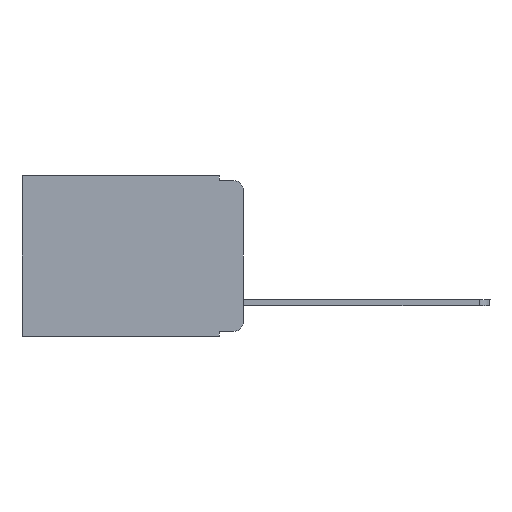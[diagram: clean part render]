
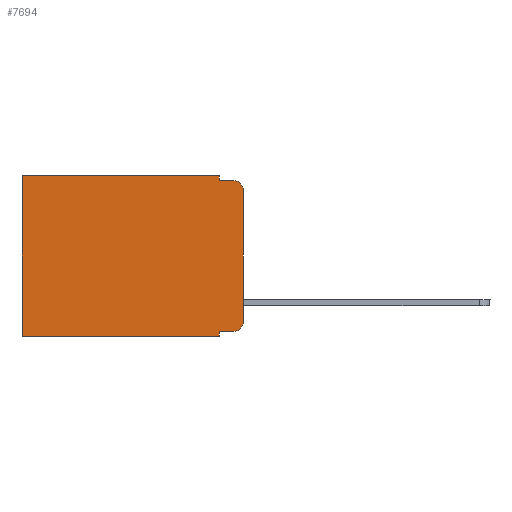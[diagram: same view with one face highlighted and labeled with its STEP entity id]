
A CAD part, left-side view. The second image highlights one B-rep face of the part: STEP entity #7694.
In plain terms, the highlighted planar face has unit normal (-1, 0, 0).
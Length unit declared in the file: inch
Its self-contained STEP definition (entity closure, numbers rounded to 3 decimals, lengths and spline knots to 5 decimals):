
#340 = EDGE_LOOP ( 'NONE', ( #5556, #3985, #13104, #17441, #13107, #7445, #12343, #17855, #12482, #1799 ) ) ;
#424 = VECTOR ( 'NONE', #10909, 39.37008 ) ;
#442 = DIRECTION ( 'NONE',  ( 0., 0., -1. ) ) ;
#609 = FACE_OUTER_BOUND ( 'NONE', #340, .T. ) ;
#750 = EDGE_CURVE ( 'NONE', #801, #14442, #17872, .T. ) ;
#801 = VERTEX_POINT ( 'NONE', #2419 ) ;
#855 = VECTOR ( 'NONE', #442, 39.37008 ) ;
#1451 = DIRECTION ( 'NONE',  ( 0., -1., 0. ) ) ;
#1799 = ORIENTED_EDGE ( 'NONE', *, *, #5693, .T. ) ;
#2012 = CARTESIAN_POINT ( 'NONE',  ( 0.298, 0., 0. ) ) ;
#2419 = CARTESIAN_POINT ( 'NONE',  ( 0.298, 0., -0.03 ) ) ;
#2803 = CARTESIAN_POINT ( 'NONE',  ( 0.298, 0.051, -0.333 ) ) ;
#2972 = LINE ( 'NONE', #6452, #18418 ) ;
#3366 = VERTEX_POINT ( 'NONE', #17140 ) ;
#3985 = ORIENTED_EDGE ( 'NONE', *, *, #750, .T. ) ;
#4228 = LINE ( 'NONE', #2803, #17518 ) ;
#4443 = LINE ( 'NONE', #7627, #9128 ) ;
#4824 = VECTOR ( 'NONE', #7980, 39.37008 ) ;
#5266 = LINE ( 'NONE', #2012, #18826 ) ;
#5556 = ORIENTED_EDGE ( 'NONE', *, *, #10256, .F. ) ;
#5693 = EDGE_CURVE ( 'NONE', #12464, #6614, #8086, .T. ) ;
#5873 = EDGE_CURVE ( 'NONE', #15389, #14442, #2972, .T. ) ;
#6336 = CARTESIAN_POINT ( 'NONE',  ( 0.298, 0., -0.343 ) ) ;
#6370 = CARTESIAN_POINT ( 'NONE',  ( 0.298, 0.051, 0. ) ) ;
#6452 = CARTESIAN_POINT ( 'NONE',  ( 0.298, 0.051, -0.01 ) ) ;
#6614 = VERTEX_POINT ( 'NONE', #7608 ) ;
#6708 = EDGE_CURVE ( 'NONE', #13644, #16817, #11008, .T. ) ;
#6918 = CARTESIAN_POINT ( 'NONE',  ( 0.298, 0.02, -0.03 ) ) ;
#7445 = ORIENTED_EDGE ( 'NONE', *, *, #15431, .T. ) ;
#7608 = CARTESIAN_POINT ( 'NONE',  ( 0.298, 0., -0.313 ) ) ;
#7627 = CARTESIAN_POINT ( 'NONE',  ( 0.298, 0.051, 0. ) ) ;
#7694 = ADVANCED_FACE ( 'NONE', ( #609 ), #13195, .F. ) ;
#7734 = DIRECTION ( 'NONE',  ( 0., 0., -1. ) ) ;
#7980 = DIRECTION ( 'NONE',  ( 0., 1., 0. ) ) ;
#8086 = CIRCLE ( 'NONE', #10724, 0.02 ) ;
#8102 = EDGE_CURVE ( 'NONE', #17269, #3366, #5266, .T. ) ;
#8246 = DIRECTION ( 'NONE',  ( 0., 1., 0. ) ) ;
#8273 = VERTEX_POINT ( 'NONE', #19945 ) ;
#8785 = CARTESIAN_POINT ( 'NONE',  ( 0.298, 0.02, -0.333 ) ) ;
#9128 = VECTOR ( 'NONE', #7734, 39.37008 ) ;
#9927 = CARTESIAN_POINT ( 'NONE',  ( 0.298, 0., 0. ) ) ;
#10169 = LINE ( 'NONE', #14482, #855 ) ;
#10256 = EDGE_CURVE ( 'NONE', #801, #6614, #10169, .T. ) ;
#10324 = AXIS2_PLACEMENT_3D ( 'NONE', #6918, #14852, #11559 ) ;
#10501 = DIRECTION ( 'NONE',  ( 0., -1., 0. ) ) ;
#10592 = DIRECTION ( 'NONE',  ( 0., 0., -1. ) ) ;
#10691 = CARTESIAN_POINT ( 'NONE',  ( 0.298, 0.02, -0.313 ) ) ;
#10724 = AXIS2_PLACEMENT_3D ( 'NONE', #10691, #15420, #13753 ) ;
#10909 = DIRECTION ( 'NONE',  ( 0., 0., -1. ) ) ;
#11008 = LINE ( 'NONE', #6370, #424 ) ;
#11314 = CARTESIAN_POINT ( 'NONE',  ( 0.298, 0.051, -0.343 ) ) ;
#11559 = DIRECTION ( 'NONE',  ( 0., 0., -1. ) ) ;
#11772 = EDGE_CURVE ( 'NONE', #16817, #8273, #14061, .T. ) ;
#12343 = ORIENTED_EDGE ( 'NONE', *, *, #11772, .F. ) ;
#12464 = VERTEX_POINT ( 'NONE', #8785 ) ;
#12482 = ORIENTED_EDGE ( 'NONE', *, *, #18570, .T. ) ;
#12897 = DIRECTION ( 'NONE',  ( 1., 0., 0. ) ) ;
#13104 = ORIENTED_EDGE ( 'NONE', *, *, #5873, .F. ) ;
#13107 = ORIENTED_EDGE ( 'NONE', *, *, #8102, .T. ) ;
#13195 = PLANE ( 'NONE',  #18795 ) ;
#13644 = VERTEX_POINT ( 'NONE', #17948 ) ;
#13753 = DIRECTION ( 'NONE',  ( 0., 0., -1. ) ) ;
#14061 = LINE ( 'NONE', #6336, #4824 ) ;
#14086 = CARTESIAN_POINT ( 'NONE',  ( 0.298, 0.051, -0.01 ) ) ;
#14442 = VERTEX_POINT ( 'NONE', #14905 ) ;
#14482 = CARTESIAN_POINT ( 'NONE',  ( 0.298, 0., 0. ) ) ;
#14852 = DIRECTION ( 'NONE',  ( -1., 0., 0. ) ) ;
#14905 = CARTESIAN_POINT ( 'NONE',  ( 0.298, 0.02, -0.01 ) ) ;
#14978 = EDGE_CURVE ( 'NONE', #17269, #15389, #4443, .T. ) ;
#15075 = VECTOR ( 'NONE', #10592, 39.37008 ) ;
#15389 = VERTEX_POINT ( 'NONE', #14086 ) ;
#15420 = DIRECTION ( 'NONE',  ( -1., 0., 0. ) ) ;
#15431 = EDGE_CURVE ( 'NONE', #3366, #8273, #15528, .T. ) ;
#15528 = LINE ( 'NONE', #18417, #15075 ) ;
#16201 = DIRECTION ( 'NONE',  ( 0., 0., -1. ) ) ;
#16817 = VERTEX_POINT ( 'NONE', #11314 ) ;
#17140 = CARTESIAN_POINT ( 'NONE',  ( 0.298, 0.473, 0. ) ) ;
#17269 = VERTEX_POINT ( 'NONE', #19708 ) ;
#17441 = ORIENTED_EDGE ( 'NONE', *, *, #14978, .F. ) ;
#17518 = VECTOR ( 'NONE', #10501, 39.37008 ) ;
#17855 = ORIENTED_EDGE ( 'NONE', *, *, #6708, .F. ) ;
#17872 = CIRCLE ( 'NONE', #10324, 0.02 ) ;
#17948 = CARTESIAN_POINT ( 'NONE',  ( 0.298, 0.051, -0.333 ) ) ;
#18417 = CARTESIAN_POINT ( 'NONE',  ( 0.298, 0.473, 0. ) ) ;
#18418 = VECTOR ( 'NONE', #1451, 39.37008 ) ;
#18570 = EDGE_CURVE ( 'NONE', #13644, #12464, #4228, .T. ) ;
#18795 = AXIS2_PLACEMENT_3D ( 'NONE', #9927, #12897, #16201 ) ;
#18826 = VECTOR ( 'NONE', #8246, 39.37008 ) ;
#19708 = CARTESIAN_POINT ( 'NONE',  ( 0.298, 0.051, 0. ) ) ;
#19945 = CARTESIAN_POINT ( 'NONE',  ( 0.298, 0.473, -0.343 ) ) ;
